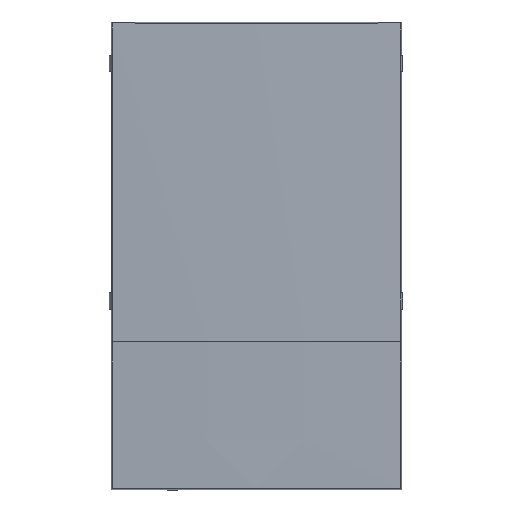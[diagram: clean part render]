
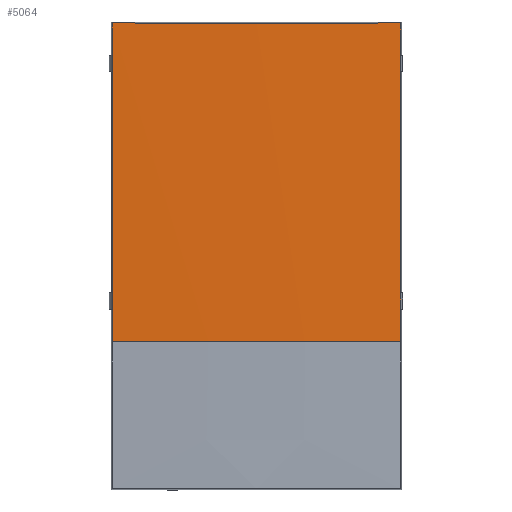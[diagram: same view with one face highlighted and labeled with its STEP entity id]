
A CAD part, top view. The second image highlights one B-rep face of the part: STEP entity #5064.
In plain terms, the highlighted cylindrical face has radius 1861.47 mm (diameter 3722.95 mm), a partial arc.
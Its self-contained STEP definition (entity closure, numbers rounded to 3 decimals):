
#422=DIRECTION('',(0.,-1.,0.));
#423=VECTOR('',#422,134.915);
#424=CARTESIAN_POINT('',(0.465,197.535,27.));
#425=LINE('',#424,#423);
#451=CARTESIAN_POINT('',(0.465,197.535,27.));
#452=CARTESIAN_POINT('',(10.629,197.524,27.333));
#453=CARTESIAN_POINT('',(30.962,197.506,27.833));
#454=CARTESIAN_POINT('',(61.468,197.497,28.083));
#455=CARTESIAN_POINT('',(91.974,197.506,27.833));
#456=CARTESIAN_POINT('',(112.307,197.524,27.333));
#457=CARTESIAN_POINT('',(122.471,197.535,27.));
#459=DIRECTION('',(0.,-1.,0.));
#460=VECTOR('',#459,13.565);
#461=CARTESIAN_POINT('',(122.471,197.535,27.));
#462=LINE('',#461,#460);
#463=DIRECTION('',(0.,-1.,0.));
#464=VECTOR('',#463,7.);
#465=CARTESIAN_POINT('',(122.471,183.97,27.));
#466=LINE('',#465,#464);
#467=DIRECTION('',(0.,-1.,0.));
#468=VECTOR('',#467,93.58);
#469=CARTESIAN_POINT('',(122.471,176.97,27.));
#470=LINE('',#469,#468);
#471=DIRECTION('',(0.,-1.,0.));
#472=VECTOR('',#471,7.);
#473=CARTESIAN_POINT('',(122.471,83.39,27.));
#474=LINE('',#473,#472);
#475=DIRECTION('',(0.,-1.,0.));
#476=VECTOR('',#475,13.77);
#477=CARTESIAN_POINT('',(122.471,76.39,27.));
#478=LINE('',#477,#476);
#479=CARTESIAN_POINT('',(61.468,62.62,-1833.475));
#480=DIRECTION('',(0.,1.,0.));
#481=DIRECTION('',(-0.033,0.,0.999));
#482=AXIS2_PLACEMENT_3D('',#479,#480,#481);
#4192=CARTESIAN_POINT('',(122.471,183.97,27.));
#4193=VERTEX_POINT('',#4192);
#4282=CARTESIAN_POINT('',(122.471,76.39,27.));
#4283=VERTEX_POINT('',#4282);
#4302=CARTESIAN_POINT('',(122.471,83.39,27.));
#4303=VERTEX_POINT('',#4302);
#4308=CARTESIAN_POINT('',(122.471,176.97,27.));
#4309=VERTEX_POINT('',#4308);
#4310=VERTEX_POINT('',#451);
#4311=VERTEX_POINT('',#457);
#4386=CARTESIAN_POINT('',(0.465,62.62,27.));
#4387=CARTESIAN_POINT('',(122.471,62.62,27.));
#4388=VERTEX_POINT('',#4386);
#4389=VERTEX_POINT('',#4387);
#5045=CARTESIAN_POINT('',(61.468,62.62,-1833.475));
#5046=DIRECTION('',(0.,1.,0.));
#5047=DIRECTION('',(1.,0.,0.));
#5048=AXIS2_PLACEMENT_3D('',#5045,#5046,#5047);
#5049=CYLINDRICAL_SURFACE('',#5048,1861.475);
#5051=ORIENTED_EDGE('',*,*,#5050,.F.);
#5052=ORIENTED_EDGE('',*,*,#5006,.F.);
#5053=ORIENTED_EDGE('',*,*,#4600,.T.);
#5054=ORIENTED_EDGE('',*,*,#4620,.T.);
#5056=ORIENTED_EDGE('',*,*,#5055,.T.);
#5058=ORIENTED_EDGE('',*,*,#5057,.T.);
#5060=ORIENTED_EDGE('',*,*,#5059,.T.);
#5061=ORIENTED_EDGE('',*,*,#4629,.T.);
#5062=EDGE_LOOP('',(#5051,#5052,#5053,#5054,#5056,#5058,#5060,#5061));
#5063=FACE_OUTER_BOUND('',#5062,.F.);
#5064=ADVANCED_FACE('',(#5063),#5049,.T.);
#458=B_SPLINE_CURVE_WITH_KNOTS('',3,(#451,#452,#453,#454,#455,#456,#457),
.UNSPECIFIED.,.F.,.F.,(4,1,1,1,4),(0.,0.25,0.5,0.75,1.),
.UNSPECIFIED.);
#483=CIRCLE('',#482,1861.475);
#4600=EDGE_CURVE('',#4310,#4311,#458,.T.);
#4620=EDGE_CURVE('',#4311,#4193,#462,.T.);
#4629=EDGE_CURVE('',#4283,#4389,#478,.T.);
#5006=EDGE_CURVE('',#4310,#4388,#425,.T.);
#5050=EDGE_CURVE('',#4388,#4389,#483,.T.);
#5055=EDGE_CURVE('',#4193,#4309,#466,.T.);
#5057=EDGE_CURVE('',#4309,#4303,#470,.T.);
#5059=EDGE_CURVE('',#4303,#4283,#474,.T.);
